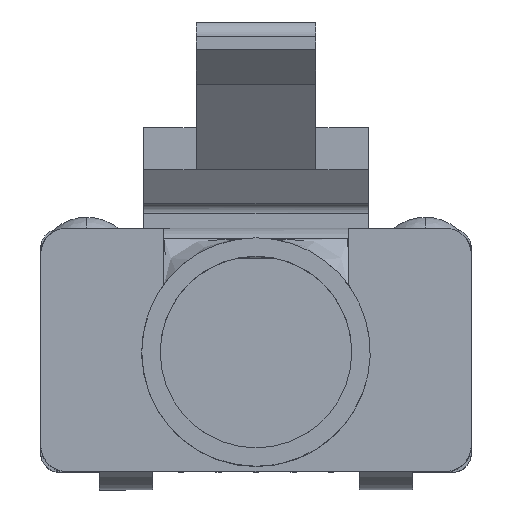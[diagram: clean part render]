
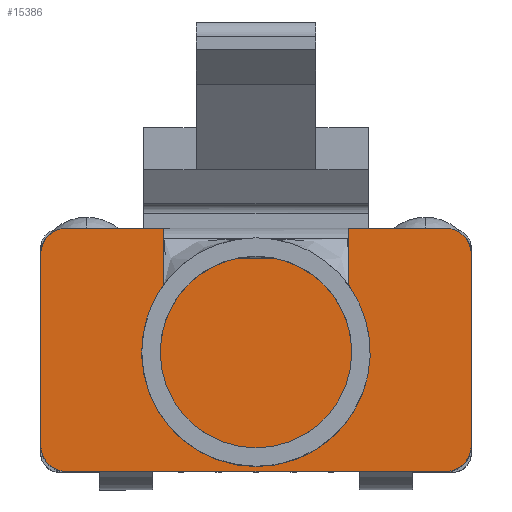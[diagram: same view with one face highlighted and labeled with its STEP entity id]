
A CAD part, top view. The second image highlights one B-rep face of the part: STEP entity #15386.
In plain terms, the highlighted planar face has unit normal (0, 0, 1).
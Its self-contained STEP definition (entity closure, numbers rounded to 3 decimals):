
#13691=AXIS2_PLACEMENT_3D('Circle Axis2P3D',#13689,#13690,$) ;
#13733=AXIS2_PLACEMENT_3D('Circle Axis2P3D',#13731,#13732,$) ;
#14965=AXIS2_PLACEMENT_3D('Circle Axis2P3D',#14963,#14964,$) ;
#15297=AXIS2_PLACEMENT_3D('Circle Axis2P3D',#15295,#15296,$) ;
#15360=AXIS2_PLACEMENT_3D('Plane Axis2P3D',#15357,#15358,#15359) ;
#13679=CARTESIAN_POINT('Vertex',(0.,1.2,18.45)) ;
#13686=CARTESIAN_POINT('Vertex',(0.7,0.5,18.45)) ;
#13689=CARTESIAN_POINT('Axis2P3D Location',(0.7,1.2,18.45)) ;
#13710=CARTESIAN_POINT('Vertex',(10.98,0.5,18.45)) ;
#13728=CARTESIAN_POINT('Vertex',(11.68,1.2,18.45)) ;
#13731=CARTESIAN_POINT('Axis2P3D Location',(10.98,1.2,18.45)) ;
#14655=CARTESIAN_POINT('Vertex',(11.68,6.4,18.45)) ;
#14658=CARTESIAN_POINT('Line Origine',(11.68,3.8,18.45)) ;
#14692=CARTESIAN_POINT('Vertex',(8.34,7.1,18.45)) ;
#14705=CARTESIAN_POINT('Vertex',(8.34,6.6,18.45)) ;
#14708=CARTESIAN_POINT('Line Origine',(8.34,6.85,18.45)) ;
#14730=CARTESIAN_POINT('Vertex',(3.34,6.6,18.45)) ;
#14733=CARTESIAN_POINT('Line Origine',(2.185,6.6,18.45)) ;
#14754=CARTESIAN_POINT('Vertex',(3.34,7.1,18.45)) ;
#14757=CARTESIAN_POINT('Line Origine',(3.34,6.85,18.45)) ;
#14775=CARTESIAN_POINT('Line Origine',(0.,3.8,18.45)) ;
#14779=CARTESIAN_POINT('Vertex',(0.,6.4,18.45)) ;
#14827=CARTESIAN_POINT('Line Origine',(5.84,0.5,18.45)) ;
#14963=CARTESIAN_POINT('Axis2P3D Location',(0.7,6.4,18.45)) ;
#14967=CARTESIAN_POINT('Vertex',(0.7,7.1,18.45)) ;
#15292=CARTESIAN_POINT('Vertex',(10.98,7.1,18.45)) ;
#15295=CARTESIAN_POINT('Axis2P3D Location',(10.98,6.4,18.45)) ;
#15357=CARTESIAN_POINT('Axis2P3D Location',(0.7,1.2,18.45)) ;
#15362=CARTESIAN_POINT('Line Origine',(9.66,7.1,18.45)) ;
#15367=CARTESIAN_POINT('Line Origine',(2.02,7.1,18.45)) ;
#13690=DIRECTION('Axis2P3D Direction',(0.,0.,-1.)) ;
#13732=DIRECTION('Axis2P3D Direction',(0.,0.,-1.)) ;
#14659=DIRECTION('Vector Direction',(0.,1.,0.)) ;
#14709=DIRECTION('Vector Direction',(0.,-1.,0.)) ;
#14734=DIRECTION('Vector Direction',(1.,0.,0.)) ;
#14758=DIRECTION('Vector Direction',(0.,1.,0.)) ;
#14776=DIRECTION('Vector Direction',(0.,-1.,0.)) ;
#14828=DIRECTION('Vector Direction',(1.,0.,0.)) ;
#14964=DIRECTION('Axis2P3D Direction',(0.,0.,-1.)) ;
#15296=DIRECTION('Axis2P3D Direction',(0.,0.,-1.)) ;
#15358=DIRECTION('Axis2P3D Direction',(0.,0.,1.)) ;
#15359=DIRECTION('Axis2P3D XDirection',(1.,0.,0.)) ;
#15363=DIRECTION('Vector Direction',(-1.,0.,0.)) ;
#15368=DIRECTION('Vector Direction',(-1.,0.,0.)) ;
#14660=VECTOR('Line Direction',#14659,1.) ;
#14710=VECTOR('Line Direction',#14709,1.) ;
#14735=VECTOR('Line Direction',#14734,1.) ;
#14759=VECTOR('Line Direction',#14758,1.) ;
#14777=VECTOR('Line Direction',#14776,1.) ;
#14829=VECTOR('Line Direction',#14828,1.) ;
#15364=VECTOR('Line Direction',#15363,1.) ;
#15369=VECTOR('Line Direction',#15368,1.) ;
#15373=ORIENTED_EDGE('',*,*,#14831,.T.) ;
#15374=ORIENTED_EDGE('',*,*,#13735,.F.) ;
#15375=ORIENTED_EDGE('',*,*,#14662,.T.) ;
#15376=ORIENTED_EDGE('',*,*,#15299,.T.) ;
#15377=ORIENTED_EDGE('',*,*,#15366,.T.) ;
#15378=ORIENTED_EDGE('',*,*,#14712,.T.) ;
#15379=ORIENTED_EDGE('',*,*,#14737,.T.) ;
#15380=ORIENTED_EDGE('',*,*,#14761,.T.) ;
#15381=ORIENTED_EDGE('',*,*,#15371,.T.) ;
#15382=ORIENTED_EDGE('',*,*,#14969,.T.) ;
#15383=ORIENTED_EDGE('',*,*,#14781,.T.) ;
#15384=ORIENTED_EDGE('',*,*,#13693,.F.) ;
#15386=ADVANCED_FACE('J00026W0173H50.1\\NONE',(#15385),#15361,.T.) ;
#13692=CIRCLE('generated circle',#13691,0.7) ;
#13734=CIRCLE('generated circle',#13733,0.7) ;
#14966=CIRCLE('generated circle',#14965,0.7) ;
#15298=CIRCLE('generated circle',#15297,0.7) ;
#13693=EDGE_CURVE('',#13687,#13680,#13692,.T.) ;
#13735=EDGE_CURVE('',#13729,#13711,#13734,.T.) ;
#14662=EDGE_CURVE('',#13729,#14656,#14661,.T.) ;
#14712=EDGE_CURVE('',#14693,#14706,#14711,.T.) ;
#14737=EDGE_CURVE('',#14706,#14731,#14736,.F.) ;
#14761=EDGE_CURVE('',#14731,#14755,#14760,.T.) ;
#14781=EDGE_CURVE('',#14780,#13680,#14778,.T.) ;
#14831=EDGE_CURVE('',#13687,#13711,#14830,.T.) ;
#14969=EDGE_CURVE('',#14968,#14780,#14966,.F.) ;
#15299=EDGE_CURVE('',#14656,#15293,#15298,.F.) ;
#15366=EDGE_CURVE('',#15293,#14693,#15365,.T.) ;
#15371=EDGE_CURVE('',#14755,#14968,#15370,.T.) ;
#15372=EDGE_LOOP('',(#15373,#15374,#15375,#15376,#15377,#15378,#15379,#15380,#15381,#15382,#15383,#15384)) ;
#15385=FACE_OUTER_BOUND('',#15372,.T.) ;
#14661=LINE('Line',#14658,#14660) ;
#14711=LINE('Line',#14708,#14710) ;
#14736=LINE('Line',#14733,#14735) ;
#14760=LINE('Line',#14757,#14759) ;
#14778=LINE('Line',#14775,#14777) ;
#14830=LINE('Line',#14827,#14829) ;
#15365=LINE('Line',#15362,#15364) ;
#15370=LINE('Line',#15367,#15369) ;
#15361=PLANE('',#15360) ;
#13680=VERTEX_POINT('',#13679) ;
#13687=VERTEX_POINT('',#13686) ;
#13711=VERTEX_POINT('',#13710) ;
#13729=VERTEX_POINT('',#13728) ;
#14656=VERTEX_POINT('',#14655) ;
#14693=VERTEX_POINT('',#14692) ;
#14706=VERTEX_POINT('',#14705) ;
#14731=VERTEX_POINT('',#14730) ;
#14755=VERTEX_POINT('',#14754) ;
#14780=VERTEX_POINT('',#14779) ;
#14968=VERTEX_POINT('',#14967) ;
#15293=VERTEX_POINT('',#15292) ;
